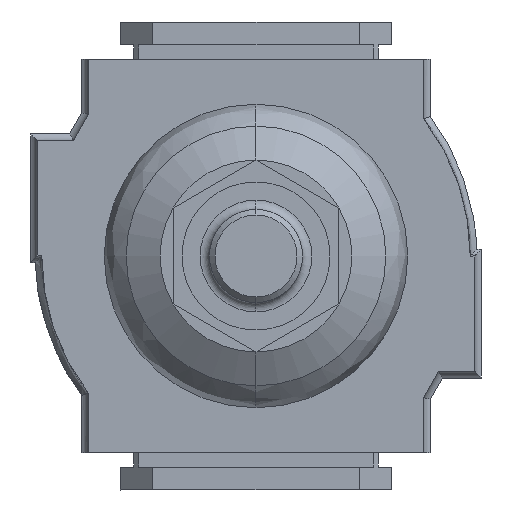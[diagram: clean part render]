
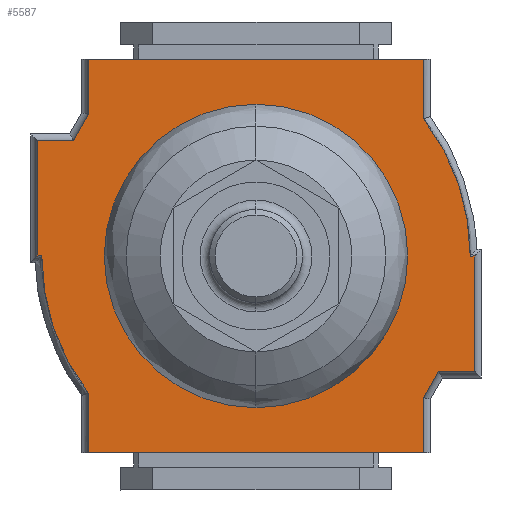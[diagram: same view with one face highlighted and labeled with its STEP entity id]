
A CAD part, front view. The second image highlights one B-rep face of the part: STEP entity #5587.
In plain terms, the highlighted face is planar.
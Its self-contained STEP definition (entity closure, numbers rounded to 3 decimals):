
#41 = EDGE_CURVE ( 'NONE', #4781, #5111, #8403, .T. ) ;
#154 = ORIENTED_EDGE ( 'NONE', *, *, #6947, .F. ) ;
#184 = CARTESIAN_POINT ( 'NONE',  ( -23., 30.9, 0. ) ) ;
#321 = VECTOR ( 'NONE', #6536, 1000. ) ;
#342 = VERTEX_POINT ( 'NONE', #612 ) ;
#363 = VERTEX_POINT ( 'NONE', #2062 ) ;
#426 = LINE ( 'NONE', #922, #6796 ) ;
#455 = VERTEX_POINT ( 'NONE', #3555 ) ;
#594 = DIRECTION ( 'NONE',  ( 0., -1., 0. ) ) ;
#612 = CARTESIAN_POINT ( 'NONE',  ( 19.6, 30.9, 12.4 ) ) ;
#653 = CARTESIAN_POINT ( 'NONE',  ( 18., 30.9, -14.731 ) ) ;
#922 = CARTESIAN_POINT ( 'NONE',  ( -18., 30.9, -15.2 ) ) ;
#1139 = CARTESIAN_POINT ( 'NONE',  ( -23.5, 30.9, -12.4 ) ) ;
#1166 = VECTOR ( 'NONE', #7147, 1000. ) ;
#1262 = DIRECTION ( 'NONE',  ( 0., 1., 0. ) ) ;
#1292 = ORIENTED_EDGE ( 'NONE', *, *, #3533, .F. ) ;
#1308 = PLANE ( 'NONE',  #1819 ) ;
#1549 = VECTOR ( 'NONE', #4300, 1000. ) ;
#1596 = CARTESIAN_POINT ( 'NONE',  ( -19.6, 30.9, -12.4 ) ) ;
#1604 = VERTEX_POINT ( 'NONE', #8003 ) ;
#1611 = CARTESIAN_POINT ( 'NONE',  ( 19.6, 30.9, 12.4 ) ) ;
#1626 = CARTESIAN_POINT ( 'NONE',  ( -23.5, 30.9, 0. ) ) ;
#1652 = EDGE_CURVE ( 'NONE', #363, #455, #6974, .T. ) ;
#1708 = LINE ( 'NONE', #1626, #1549 ) ;
#1746 = DIRECTION ( 'NONE',  ( 0., 0., -1. ) ) ;
#1772 = ORIENTED_EDGE ( 'NONE', *, *, #2935, .F. ) ;
#1784 = VERTEX_POINT ( 'NONE', #1139 ) ;
#1819 = AXIS2_PLACEMENT_3D ( 'NONE', #2013, #1262, #4132 ) ;
#1842 = EDGE_LOOP ( 'NONE', ( #1292, #3022, #3750, #154, #7036, #3561, #1772, #2422, #6424, #5811, #6963, #8102, #5413, #2859, #5165, #6855 ) ) ;
#1851 = VERTEX_POINT ( 'NONE', #653 ) ;
#1866 = VERTEX_POINT ( 'NONE', #3894 ) ;
#1877 = VECTOR ( 'NONE', #5717, 1000. ) ;
#1969 = VECTOR ( 'NONE', #3538, 1000. ) ;
#2013 = CARTESIAN_POINT ( 'NONE',  ( 0., 30.9, 0. ) ) ;
#2044 = LINE ( 'NONE', #2706, #5325 ) ;
#2062 = CARTESIAN_POINT ( 'NONE',  ( -18., 30.9, 21.125 ) ) ;
#2136 = EDGE_CURVE ( 'NONE', #4239, #8114, #426, .T. ) ;
#2250 = VERTEX_POINT ( 'NONE', #7713 ) ;
#2260 = AXIS2_PLACEMENT_3D ( 'NONE', #2650, #594, #4722 ) ;
#2422 = ORIENTED_EDGE ( 'NONE', *, *, #5291, .F. ) ;
#2438 = EDGE_CURVE ( 'NONE', #342, #1604, #4991, .T. ) ;
#2577 = CARTESIAN_POINT ( 'NONE',  ( 18., 30.9, 21.125 ) ) ;
#2650 = CARTESIAN_POINT ( 'NONE',  ( -1.2, 30.9, 0. ) ) ;
#2706 = CARTESIAN_POINT ( 'NONE',  ( -18., 30.9, -21.125 ) ) ;
#2719 = LINE ( 'NONE', #2577, #4365 ) ;
#2859 = ORIENTED_EDGE ( 'NONE', *, *, #2438, .F. ) ;
#2935 = EDGE_CURVE ( 'NONE', #1784, #3423, #8484, .T. ) ;
#2970 = CARTESIAN_POINT ( 'NONE',  ( 23.5, 30.9, 0. ) ) ;
#3003 = CARTESIAN_POINT ( 'NONE',  ( 1.2, 30.9, 0. ) ) ;
#3022 = ORIENTED_EDGE ( 'NONE', *, *, #5813, .F. ) ;
#3049 = DIRECTION ( 'NONE',  ( 1., 0., 0. ) ) ;
#3423 = VERTEX_POINT ( 'NONE', #5612 ) ;
#3533 = EDGE_CURVE ( 'NONE', #5705, #4781, #8554, .T. ) ;
#3538 = DIRECTION ( 'NONE',  ( 0., 0., 1. ) ) ;
#3555 = CARTESIAN_POINT ( 'NONE',  ( -18., 30.9, 14.731 ) ) ;
#3561 = ORIENTED_EDGE ( 'NONE', *, *, #6336, .F. ) ;
#3572 = LINE ( 'NONE', #1596, #4213 ) ;
#3600 = VECTOR ( 'NONE', #3049, 1000. ) ;
#3616 = CARTESIAN_POINT ( 'NONE',  ( 23.5, 30.9, 12.4 ) ) ;
#3725 = CARTESIAN_POINT ( 'NONE',  ( 18., 30.9, -21.125 ) ) ;
#3750 = ORIENTED_EDGE ( 'NONE', *, *, #7851, .F. ) ;
#3775 = EDGE_CURVE ( 'NONE', #1604, #2250, #8519, .T. ) ;
#3894 = CARTESIAN_POINT ( 'NONE',  ( 18., 30.9, -21.125 ) ) ;
#3919 = EDGE_CURVE ( 'NONE', #5111, #342, #4058, .T. ) ;
#4058 = LINE ( 'NONE', #3616, #1877 ) ;
#4103 = VECTOR ( 'NONE', #6799, 1000. ) ;
#4132 = DIRECTION ( 'NONE',  ( 0., 0., 1. ) ) ;
#4151 = DIRECTION ( 'NONE',  ( 0.496, 0., -0.868 ) ) ;
#4213 = VECTOR ( 'NONE', #4151, 1000. ) ;
#4239 = VERTEX_POINT ( 'NONE', #8108 ) ;
#4300 = DIRECTION ( 'NONE',  ( 0., 0., -1. ) ) ;
#4365 = VECTOR ( 'NONE', #7452, 1000. ) ;
#4644 = FACE_OUTER_BOUND ( 'NONE', #1842, .T. ) ;
#4722 = DIRECTION ( 'NONE',  ( 1., 0., 0. ) ) ;
#4781 = VERTEX_POINT ( 'NONE', #8420 ) ;
#4845 = CARTESIAN_POINT ( 'NONE',  ( -23.5, 30.9, 0. ) ) ;
#4988 = CARTESIAN_POINT ( 'NONE',  ( -18., 30.9, -21.125 ) ) ;
#4991 = LINE ( 'NONE', #1611, #7096 ) ;
#5047 = CIRCLE ( 'NONE', #7323, 24.2 ) ;
#5111 = VERTEX_POINT ( 'NONE', #5280 ) ;
#5165 = ORIENTED_EDGE ( 'NONE', *, *, #3919, .F. ) ;
#5280 = CARTESIAN_POINT ( 'NONE',  ( 23.5, 30.9, 12.4 ) ) ;
#5291 = EDGE_CURVE ( 'NONE', #8500, #1784, #1708, .T. ) ;
#5325 = VECTOR ( 'NONE', #8104, 1000. ) ;
#5373 = VERTEX_POINT ( 'NONE', #5576 ) ;
#5413 = ORIENTED_EDGE ( 'NONE', *, *, #3775, .F. ) ;
#5576 = CARTESIAN_POINT ( 'NONE',  ( -23., 30.9, 0. ) ) ;
#5587 = ADVANCED_FACE ( 'NONE', ( #4644 ), #1308, .T. ) ;
#5612 = CARTESIAN_POINT ( 'NONE',  ( -19.6, 30.9, -12.4 ) ) ;
#5705 = VERTEX_POINT ( 'NONE', #6402 ) ;
#5717 = DIRECTION ( 'NONE',  ( -1., 0., 0. ) ) ;
#5754 = DIRECTION ( 'NONE',  ( -1., 0., 0. ) ) ;
#5791 = VECTOR ( 'NONE', #8595, 1000. ) ;
#5811 = ORIENTED_EDGE ( 'NONE', *, *, #6457, .F. ) ;
#5813 = EDGE_CURVE ( 'NONE', #1851, #5705, #6045, .T. ) ;
#6045 = CIRCLE ( 'NONE', #2260, 24.2 ) ;
#6219 = LINE ( 'NONE', #184, #4103 ) ;
#6336 = EDGE_CURVE ( 'NONE', #3423, #4239, #3572, .T. ) ;
#6381 = VECTOR ( 'NONE', #8095, 1000. ) ;
#6402 = CARTESIAN_POINT ( 'NONE',  ( 23., 30.9, 0. ) ) ;
#6424 = ORIENTED_EDGE ( 'NONE', *, *, #7626, .F. ) ;
#6425 = DIRECTION ( 'NONE',  ( 0., -1., 0. ) ) ;
#6457 = EDGE_CURVE ( 'NONE', #455, #5373, #5047, .T. ) ;
#6536 = DIRECTION ( 'NONE',  ( 0., 0., 1. ) ) ;
#6677 = CARTESIAN_POINT ( 'NONE',  ( 23., 30.9, 0. ) ) ;
#6796 = VECTOR ( 'NONE', #1746, 1000. ) ;
#6799 = DIRECTION ( 'NONE',  ( -1., 0., 0. ) ) ;
#6855 = ORIENTED_EDGE ( 'NONE', *, *, #41, .F. ) ;
#6947 = EDGE_CURVE ( 'NONE', #8114, #1866, #2044, .T. ) ;
#6963 = ORIENTED_EDGE ( 'NONE', *, *, #1652, .F. ) ;
#6974 = LINE ( 'NONE', #8302, #6381 ) ;
#6997 = DIRECTION ( 'NONE',  ( -0.496, 0., 0.868 ) ) ;
#7036 = ORIENTED_EDGE ( 'NONE', *, *, #2136, .F. ) ;
#7096 = VECTOR ( 'NONE', #6997, 1000. ) ;
#7147 = DIRECTION ( 'NONE',  ( 0., 0., 1. ) ) ;
#7323 = AXIS2_PLACEMENT_3D ( 'NONE', #3003, #6425, #5754 ) ;
#7452 = DIRECTION ( 'NONE',  ( -1., 0., 0. ) ) ;
#7626 = EDGE_CURVE ( 'NONE', #5373, #8500, #6219, .T. ) ;
#7698 = EDGE_CURVE ( 'NONE', #2250, #363, #2719, .T. ) ;
#7713 = CARTESIAN_POINT ( 'NONE',  ( 18., 30.9, 21.125 ) ) ;
#7767 = CARTESIAN_POINT ( 'NONE',  ( 18., 30.9, 15.2 ) ) ;
#7851 = EDGE_CURVE ( 'NONE', #1866, #1851, #7924, .T. ) ;
#7924 = LINE ( 'NONE', #3725, #321 ) ;
#8003 = CARTESIAN_POINT ( 'NONE',  ( 18., 30.9, 15.2 ) ) ;
#8095 = DIRECTION ( 'NONE',  ( 0., 0., -1. ) ) ;
#8102 = ORIENTED_EDGE ( 'NONE', *, *, #7698, .F. ) ;
#8104 = DIRECTION ( 'NONE',  ( 1., 0., 0. ) ) ;
#8108 = CARTESIAN_POINT ( 'NONE',  ( -18., 30.9, -15.2 ) ) ;
#8114 = VERTEX_POINT ( 'NONE', #4988 ) ;
#8302 = CARTESIAN_POINT ( 'NONE',  ( -18., 30.9, 21.125 ) ) ;
#8403 = LINE ( 'NONE', #2970, #1969 ) ;
#8420 = CARTESIAN_POINT ( 'NONE',  ( 23.5, 30.9, 0. ) ) ;
#8484 = LINE ( 'NONE', #8570, #3600 ) ;
#8500 = VERTEX_POINT ( 'NONE', #4845 ) ;
#8519 = LINE ( 'NONE', #7767, #1166 ) ;
#8554 = LINE ( 'NONE', #6677, #5791 ) ;
#8570 = CARTESIAN_POINT ( 'NONE',  ( -23.5, 30.9, -12.4 ) ) ;
#8595 = DIRECTION ( 'NONE',  ( 1., 0., 0. ) ) ;
